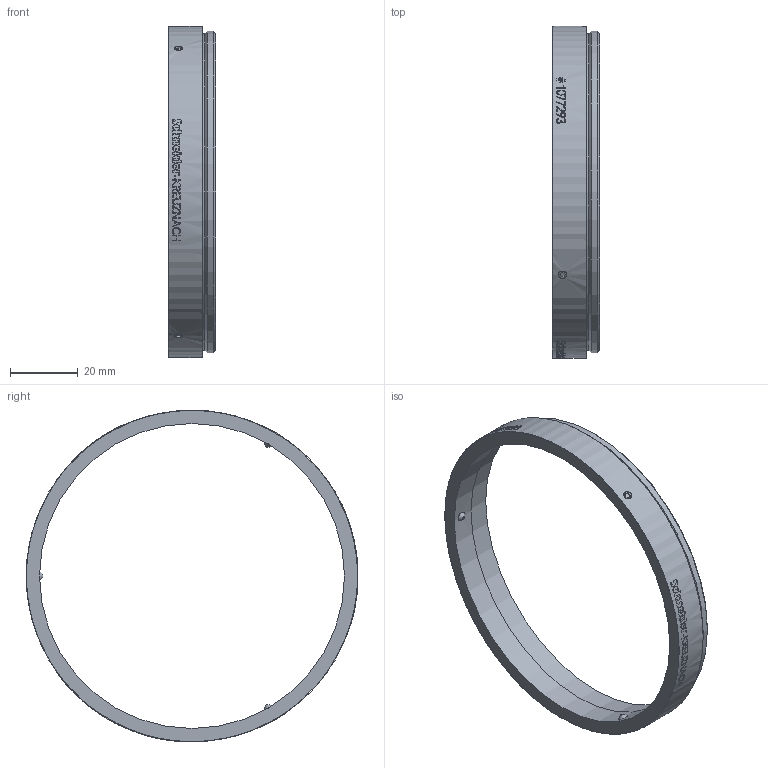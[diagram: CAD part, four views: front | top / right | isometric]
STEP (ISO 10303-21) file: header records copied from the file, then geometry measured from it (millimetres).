
FILE_DESCRIPTION(/* description */ (''),/* implementation_level */ '2;1');
FILE_NAME(/* name */ '1077293_00166540_001.stp',/* time_stamp */ '2022-04-27T14:08:29+02:00',/* author */ (''),/* organization */ (''),/* preprocessor_version */ 'ST-DEVELOPER v16',/* originating_system */ 'SIEMENS PLM Software NX 10.0',/* authorisation */ '');
FILE_SCHEMA (('AP203_CONFIGURATION_CONTROLLED_3D_DESIGN_OF_MECHANICAL_PARTS_AND_ASSEMBLIES_MIM_LF { 1 0 10303 403 2 1 2}'));
Length unit declared in the file: millimetre
Products named in the file (1): Froe4BBCDF7Azg09
Bounding box: 13.9 x 98 x 98 mm (x, y, z)
Volume: 12871.7 mm3; surface area: 13793.7 mm2
Topology: 1 solids, 2 shells, 113 faces, 501 edges, 466 vertices
Faces by surface type: cylinder 77, plane 28, cone 8
Full cylindrical faces by diameter (mm): 2.5 x3, 90 x1, 91.5 x1, 93.6 x1, 95 x1, 98 x2
Entity records: 7018 total; most frequent: CARTESIAN_POINT 3390, ORIENTED_EDGE 945, EDGE_CURVE 475, VERTEX_POINT 457, B_SPLINE_CURVE_WITH_KNOTS 399, DIRECTION 338, EDGE_LOOP 211, AXIS2_PLACEMENT_3D 148
